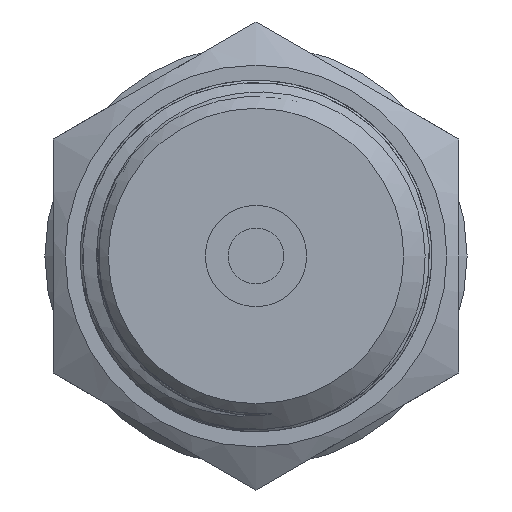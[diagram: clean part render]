
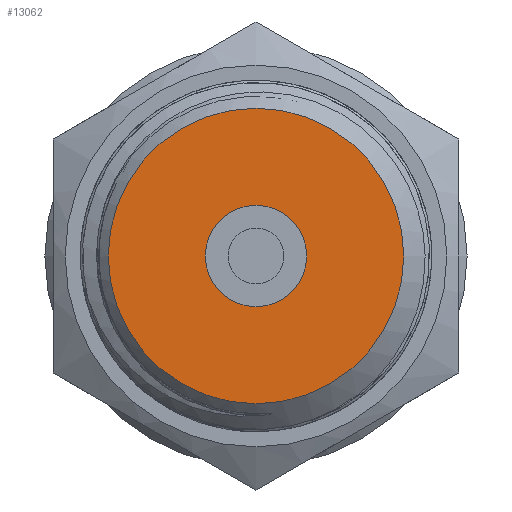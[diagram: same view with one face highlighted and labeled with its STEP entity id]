
A CAD part, left-side view. The second image highlights one B-rep face of the part: STEP entity #13062.
In plain terms, the highlighted planar face has unit normal (-1, 0, 0).
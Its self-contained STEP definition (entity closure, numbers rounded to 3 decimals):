
#189=PLANE('',#13689);
#438=FACE_BOUND('',#1821,.T.);
#1049=FACE_OUTER_BOUND('',#1820,.T.);
#1820=EDGE_LOOP('',(#10143));
#1821=EDGE_LOOP('',(#10144));
#2350=CIRCLE('',#13688,3.);
#2351=CIRCLE('',#13690,8.75);
#5764=VERTEX_POINT('',#26686);
#5765=VERTEX_POINT('',#26690);
#7358=EDGE_CURVE('',#5764,#5764,#2350,.T.);
#7360=EDGE_CURVE('',#5765,#5765,#2351,.T.);
#10143=ORIENTED_EDGE('',*,*,#7360,.F.);
#10144=ORIENTED_EDGE('',*,*,#7358,.T.);
#13062=ADVANCED_FACE('',(#1049,#438),#189,.T.);
#13688=AXIS2_PLACEMENT_3D('',#26687,#14751,#14752);
#13689=AXIS2_PLACEMENT_3D('',#26689,#14754,#14755);
#13690=AXIS2_PLACEMENT_3D('',#26691,#14756,#14757);
#14751=DIRECTION('center_axis',(1.,0.,0.));
#14752=DIRECTION('ref_axis',(0.,0.,-1.));
#14754=DIRECTION('center_axis',(-1.,0.,0.));
#14755=DIRECTION('ref_axis',(0.,0.,1.));
#14756=DIRECTION('center_axis',(1.,0.,0.));
#14757=DIRECTION('ref_axis',(0.,0.,-1.));
#26686=CARTESIAN_POINT('',(3.,-3.,0.));
#26687=CARTESIAN_POINT('Origin',(3.,0.,0.));
#26689=CARTESIAN_POINT('Origin',(3.,8.75,0.));
#26690=CARTESIAN_POINT('',(3.,-8.75,0.));
#26691=CARTESIAN_POINT('Origin',(3.,0.,0.));
